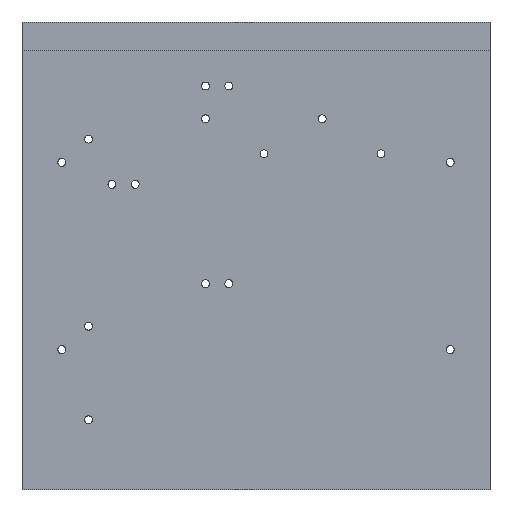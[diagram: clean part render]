
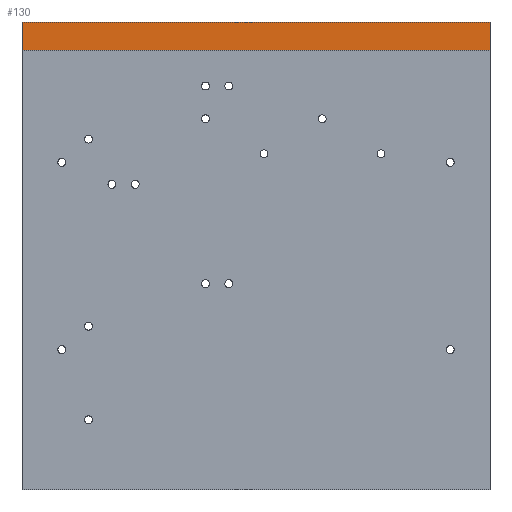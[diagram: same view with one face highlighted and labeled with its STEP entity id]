
A CAD part, front view. The second image highlights one B-rep face of the part: STEP entity #130.
In plain terms, the highlighted planar face has unit normal (0, -1, 0).
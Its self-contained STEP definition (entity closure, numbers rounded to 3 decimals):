
#130 = ADVANCED_FACE( '', ( #325 ), #326, .T. );
#325 = FACE_OUTER_BOUND( '', #526, .T. );
#326 = PLANE( '', #527 );
#526 = EDGE_LOOP( '', ( #799, #800, #801, #802 ) );
#527 = AXIS2_PLACEMENT_3D( '', #803, #804, #805 );
#799 = ORIENTED_EDGE( '', *, *, #964, .T. );
#800 = ORIENTED_EDGE( '', *, *, #965, .T. );
#801 = ORIENTED_EDGE( '', *, *, #871, .T. );
#802 = ORIENTED_EDGE( '', *, *, #966, .T. );
#803 = CARTESIAN_POINT( '', ( 0., -8.763, 0. ) );
#804 = DIRECTION( '', ( 0., -1., 0. ) );
#805 = DIRECTION( '', ( 0., 0., -1. ) );
#871 = EDGE_CURVE( '', #985, #983, #986, .T. );
#964 = EDGE_CURVE( '', #1135, #1136, #1137, .T. );
#965 = EDGE_CURVE( '', #1136, #985, #1138, .T. );
#966 = EDGE_CURVE( '', #983, #1135, #1139, .T. );
#983 = VERTEX_POINT( '', #1158 );
#985 = VERTEX_POINT( '', #1161 );
#986 = LINE( '', #1162, #1163 );
#1135 = VERTEX_POINT( '', #1322 );
#1136 = VERTEX_POINT( '', #1323 );
#1137 = LINE( '', #1324, #1325 );
#1138 = LINE( '', #1326, #1327 );
#1139 = LINE( '', #1328, #1329 );
#1158 = CARTESIAN_POINT( '', ( 241.72, -8.763, 15.599 ) );
#1161 = CARTESIAN_POINT( '', ( 241.72, -8.763, 0.359 ) );
#1162 = CARTESIAN_POINT( '', ( 241.72, -8.763, 15.599 ) );
#1163 = VECTOR( '', #1347, 1000. );
#1322 = CARTESIAN_POINT( '', ( -12.28, -8.763, 15.599 ) );
#1323 = CARTESIAN_POINT( '', ( -12.28, -8.763, 0.359 ) );
#1324 = CARTESIAN_POINT( '', ( -12.28, -8.763, 0.359 ) );
#1325 = VECTOR( '', #1508, 1000. );
#1326 = CARTESIAN_POINT( '', ( -12.28, -8.763, 0.359 ) );
#1327 = VECTOR( '', #1509, 1000. );
#1328 = CARTESIAN_POINT( '', ( -12.28, -8.763, 15.599 ) );
#1329 = VECTOR( '', #1510, 1000. );
#1347 = DIRECTION( '', ( 0., 0., 1. ) );
#1508 = DIRECTION( '', ( 0., 0., -1. ) );
#1509 = DIRECTION( '', ( 1., 0., 0. ) );
#1510 = DIRECTION( '', ( -1., 0., 0. ) );
